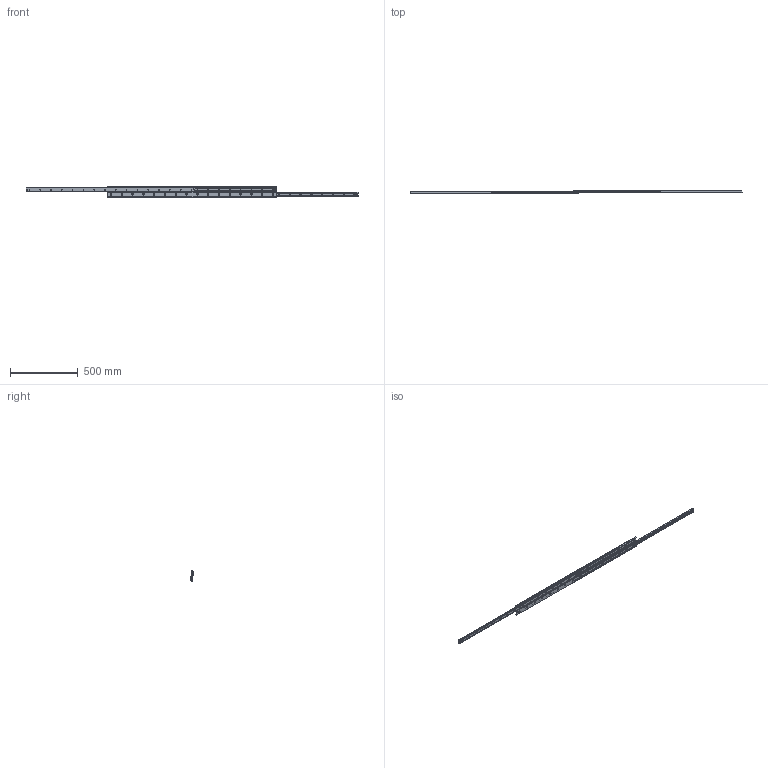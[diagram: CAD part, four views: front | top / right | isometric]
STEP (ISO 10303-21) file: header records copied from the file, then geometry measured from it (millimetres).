
FILE_DESCRIPTION((''),'2;1');
FILE_NAME('LCAS 28H.D-1250.stp','2016-01-15T09:30:48',('MRathmann'),(''),'Autodesk Inventor 2012','Autodesk Inventor 2012','');
FILE_SCHEMA(('CONFIG_CONTROL_DESIGN'));
Length unit declared in the file: millimetre
Products named in the file (10): LCAS 28H.D-1250.iam (Detailgenauigkeit1); ZP 28H-1250.S; LCN 28H-1250; LLMG 28H-1250; KF.LCA 28H-0635.GZ; + AP.L 28H; + AS.L 28H 4x3,8; # SP.L 28H-4,5; + SP.L 28H-4,5; + AG.L 28H-4,5
Assembly tree (20 placements, depth 3):
  LCAS 28H.D-1250.iam (Detailgenauigkeit1)
    ZP 28H-1250.S
    LCN 28H-1250  x2
    LLMG 28H-1250  x2
    KF.LCA 28H-0635.GZ  x2
    + AP.L 28H  x4
    + AS.L 28H 4x3,8  x4
    # SP.L 28H-4,5  x2
      + SP.L 28H-4,5
      + AG.L 28H-4,5
Bounding box: 2458 x 17 x 80 mm (x, y, z)
Volume: 1031594.3 mm3; surface area: 728110.7 mm2
Topology: 21 solids, 21 shells, 662 faces, 1682 edges, 1062 vertices
Faces by surface type: plane 296, cylinder 240, cone 126
Full cylindrical faces by diameter (mm): 0.3 x4, 2.459 x4, 2.5 x6, 3 x28, 3.4 x2, 3.8 x4, 4 x8, 4.134 x32, 5 x4, 5.5 x32, 6.5 x2, 6.8 x32
Entity records: 10628 total; most frequent: DIRECTION 1861, CARTESIAN_POINT 1729, ORIENTED_EDGE 1460, AXIS2_PLACEMENT_3D 747, EDGE_CURVE 730, EDGE_LOOP 715, VERTEX_POINT 559, VECTOR 367
